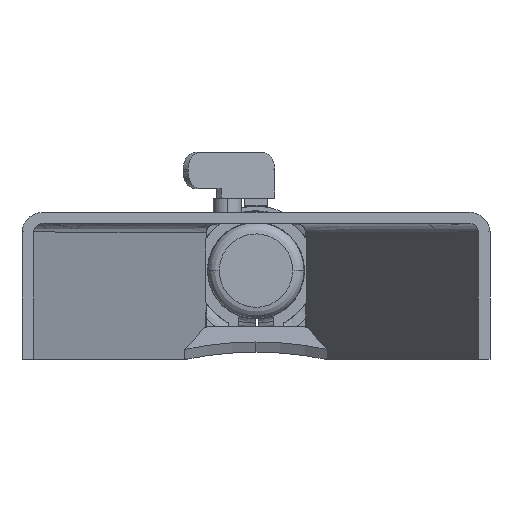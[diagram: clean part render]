
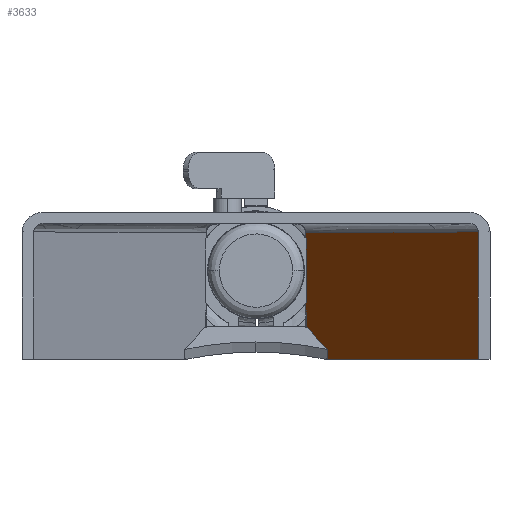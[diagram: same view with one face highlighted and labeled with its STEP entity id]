
A CAD part, top view. The second image highlights one B-rep face of the part: STEP entity #3633.
In plain terms, the highlighted free-form (B-spline) face has degree [1, 1] with [2, 2] control points.
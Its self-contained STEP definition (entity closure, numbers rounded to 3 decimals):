
#1326 = VERTEX_POINT('',#1327);
#1327 = CARTESIAN_POINT('',(47.337,-97.527,
    37.919));
#1342 = VERTEX_POINT('',#1343);
#1343 = CARTESIAN_POINT('',(147.599,-97.527,
    257.847));
#1348 = EDGE_CURVE('',#1342,#1326,#1349,.T.);
#1349 = B_SPLINE_CURVE_WITH_KNOTS('',1,(#1350,#1351),.UNSPECIFIED.,.F.,
  .F.,(2,2),(2.733,205.116),.PIECEWISE_BEZIER_KNOTS.);
#1350 = CARTESIAN_POINT('',(147.599,-97.527,
    257.847));
#1351 = CARTESIAN_POINT('',(47.337,-97.527,
    37.919));
#1478 = EDGE_CURVE('',#1342,#1479,#1481,.T.);
#1479 = VERTEX_POINT('',#1480);
#1480 = CARTESIAN_POINT('',(147.599,-13.044,
    257.847));
#1481 = B_SPLINE_CURVE_WITH_KNOTS('',1,(#1482,#1483),.UNSPECIFIED.,.F.,
  .F.,(2,2),(0.,70.739),.PIECEWISE_BEZIER_KNOTS.);
#1482 = CARTESIAN_POINT('',(147.599,-97.527,
    257.847));
#1483 = CARTESIAN_POINT('',(147.599,-13.044,
    257.847));
#3442 = VERTEX_POINT('',#3443);
#3443 = CARTESIAN_POINT('',(33.314,-59.315,
    7.159));
#3449 = EDGE_CURVE('',#3442,#3450,#3452,.T.);
#3450 = VERTEX_POINT('',#3451);
#3451 = CARTESIAN_POINT('',(33.314,-17.281,7.159
    ));
#3452 = B_SPLINE_CURVE_WITH_KNOTS('',1,(#3453,#3454),.UNSPECIFIED.,.F.,
  .F.,(2,2),(31.996,67.191),.PIECEWISE_BEZIER_KNOTS.);
#3453 = CARTESIAN_POINT('',(33.314,-59.315,
    7.159));
#3454 = CARTESIAN_POINT('',(33.314,-17.281,7.159
    ));
#3487 = EDGE_CURVE('',#3488,#3450,#3490,.T.);
#3488 = VERTEX_POINT('',#3489);
#3489 = CARTESIAN_POINT('',(32.691,-16.324,5.792
    ));
#3490 = ( BOUNDED_CURVE() B_SPLINE_CURVE(3,(#3491,#3492,#3493,#3494),
.UNSPECIFIED.,.F.,.F.) B_SPLINE_CURVE_WITH_KNOTS((4,4),(5.691,
5.72),.PIECEWISE_BEZIER_KNOTS.) CURVE() 
GEOMETRIC_REPRESENTATION_ITEM() RATIONAL_B_SPLINE_CURVE((1.,
1.,1.,1.)) REPRESENTATION_ITEM('') );
#3491 = CARTESIAN_POINT('',(32.691,-16.324,5.792
    ));
#3492 = CARTESIAN_POINT('',(32.904,-16.64,
    6.258));
#3493 = CARTESIAN_POINT('',(33.111,-16.959,
    6.713));
#3494 = CARTESIAN_POINT('',(33.314,-17.281,7.159
    ));
#3610 = VERTEX_POINT('',#3611);
#3611 = CARTESIAN_POINT('',(32.691,-60.272,5.792
    ));
#3620 = EDGE_CURVE('',#3442,#3610,#3621,.T.);
#3621 = ( BOUNDED_CURVE() B_SPLINE_CURVE(3,(#3622,#3623,#3624,#3625),
.UNSPECIFIED.,.F.,.F.) B_SPLINE_CURVE_WITH_KNOTS((4,4),(0.563,
0.592),.PIECEWISE_BEZIER_KNOTS.) CURVE() 
GEOMETRIC_REPRESENTATION_ITEM() RATIONAL_B_SPLINE_CURVE((1.,
1.,1.,1.)) REPRESENTATION_ITEM('') );
#3622 = CARTESIAN_POINT('',(33.314,-59.315,
    7.159));
#3623 = CARTESIAN_POINT('',(33.111,-59.637,
    6.713));
#3624 = CARTESIAN_POINT('',(32.904,-59.956,
    6.258));
#3625 = CARTESIAN_POINT('',(32.691,-60.272,5.792
    ));
#3633 = ADVANCED_FACE('',(#3634),#3680,.F.);
#3634 = FACE_BOUND('',#3635,.T.);
#3635 = EDGE_LOOP('',(#3636,#3645,#3650,#3651,#3652,#3659,#3666,#3667,
    #3668,#3669));
#3636 = ORIENTED_EDGE('',*,*,#3637,.F.);
#3637 = EDGE_CURVE('',#3638,#3640,#3642,.T.);
#3638 = VERTEX_POINT('',#3639);
#3639 = CARTESIAN_POINT('',(33.428,-82.333,
    7.408));
#3640 = VERTEX_POINT('',#3641);
#3641 = CARTESIAN_POINT('',(33.428,-70.132,
    7.408));
#3642 = B_SPLINE_CURVE_WITH_KNOTS('',1,(#3643,#3644),.UNSPECIFIED.,.F.,
  .F.,(2,2),(12.722,22.938),.PIECEWISE_BEZIER_KNOTS.);
#3643 = CARTESIAN_POINT('',(33.428,-82.333,
    7.408));
#3644 = CARTESIAN_POINT('',(33.428,-70.132,
    7.408));
#3645 = ORIENTED_EDGE('',*,*,#3646,.T.);
#3646 = EDGE_CURVE('',#3638,#1326,#3647,.T.);
#3647 = B_SPLINE_CURVE_WITH_KNOTS('',1,(#3648,#3649),.UNSPECIFIED.,.F.,
  .F.,(2,2),(-217.656,-186.831),.PIECEWISE_BEZIER_KNOTS.);
#3648 = CARTESIAN_POINT('',(33.428,-82.333,
    7.408));
#3649 = CARTESIAN_POINT('',(47.337,-97.527,
    37.919));
#3650 = ORIENTED_EDGE('',*,*,#1348,.F.);
#3651 = ORIENTED_EDGE('',*,*,#1478,.T.);
#3652 = ORIENTED_EDGE('',*,*,#3653,.F.);
#3653 = EDGE_CURVE('',#3654,#1479,#3656,.T.);
#3654 = VERTEX_POINT('',#3655);
#3655 = CARTESIAN_POINT('',(33.11,-13.044,
    6.71));
#3656 = B_SPLINE_CURVE_WITH_KNOTS('',1,(#3657,#3658),.UNSPECIFIED.,.F.,
  .F.,(2,2),(-233.835,-2.733),.PIECEWISE_BEZIER_KNOTS.);
#3657 = CARTESIAN_POINT('',(33.11,-13.044,
    6.71));
#3658 = CARTESIAN_POINT('',(147.599,-13.044,
    257.847));
#3659 = ORIENTED_EDGE('',*,*,#3660,.F.);
#3660 = EDGE_CURVE('',#3488,#3654,#3661,.T.);
#3661 = B_SPLINE_CURVE_WITH_KNOTS('',3,(#3662,#3663,#3664,#3665),
  .UNSPECIFIED.,.F.,.F.,(4,4),(0.015,0.017),
  .PIECEWISE_BEZIER_KNOTS.);
#3662 = CARTESIAN_POINT('',(32.691,-16.324,5.792
    ));
#3663 = CARTESIAN_POINT('',(32.86,-15.26,
    6.163));
#3664 = CARTESIAN_POINT('',(32.999,-14.166,
    6.467));
#3665 = CARTESIAN_POINT('',(33.11,-13.044,
    6.71));
#3666 = ORIENTED_EDGE('',*,*,#3487,.T.);
#3667 = ORIENTED_EDGE('',*,*,#3449,.F.);
#3668 = ORIENTED_EDGE('',*,*,#3620,.T.);
#3669 = ORIENTED_EDGE('',*,*,#3670,.F.);
#3670 = EDGE_CURVE('',#3640,#3610,#3671,.T.);
#3671 = B_SPLINE_CURVE_WITH_KNOTS('',3,(#3672,#3673,#3674,#3675,#3676,
    #3677,#3678,#3679),.UNSPECIFIED.,.F.,.F.,(4,2,2,4),(0.,
    0.004,0.006,0.008),
  .UNSPECIFIED.);
#3672 = CARTESIAN_POINT('',(33.428,-70.132,
    7.408));
#3673 = CARTESIAN_POINT('',(33.428,-68.438,
    7.408));
#3674 = CARTESIAN_POINT('',(33.366,-66.769,
    7.273));
#3675 = CARTESIAN_POINT('',(33.185,-64.303,6.874)
  );
#3676 = CARTESIAN_POINT('',(33.109,-63.487,
    6.708));
#3677 = CARTESIAN_POINT('',(32.925,-61.868,
    6.305));
#3678 = CARTESIAN_POINT('',(32.817,-61.062,
    6.067));
#3679 = CARTESIAN_POINT('',(32.691,-60.272,5.792
    ));
#3680 = B_SPLINE_SURFACE_WITH_KNOTS('',1,1,(
    (#3681,#3682)
    ,(#3683,#3684
    )),.UNSPECIFIED.,.F.,.F.,.F.,(2,2),(2,2),(2.733,
    234.68),(0.,70.739),.PIECEWISE_BEZIER_KNOTS.);
#3681 = CARTESIAN_POINT('',(147.599,-97.527,
    257.847));
#3682 = CARTESIAN_POINT('',(147.599,-13.044,
    257.847));
#3683 = CARTESIAN_POINT('',(32.691,-97.527,5.792
    ));
#3684 = CARTESIAN_POINT('',(32.691,-13.044,5.792
    ));
